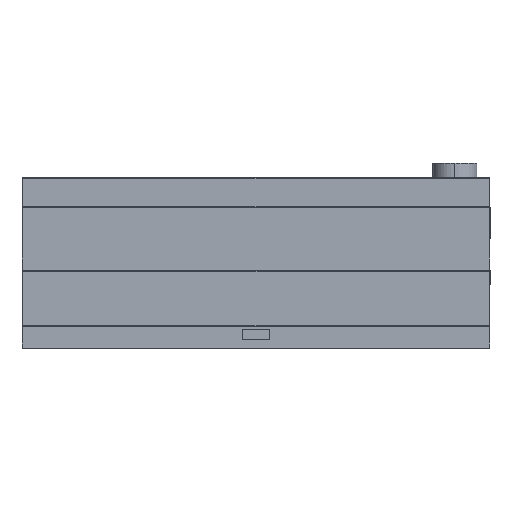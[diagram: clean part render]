
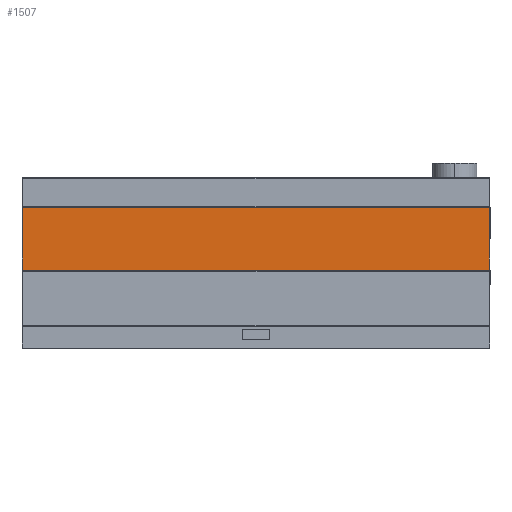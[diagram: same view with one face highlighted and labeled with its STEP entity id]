
A CAD part, top view. The second image highlights one B-rep face of the part: STEP entity #1507.
In plain terms, the highlighted planar face has unit normal (0, 0, 1).
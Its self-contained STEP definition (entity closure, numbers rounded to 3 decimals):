
#68 = DIRECTION ( 'NONE',  ( 1., 0., 0. ) ) ;
#831 = CARTESIAN_POINT ( 'NONE',  ( -79.8, 42.9, 31. ) ) ;
#1507 = ADVANCED_FACE ( 'NONE', ( #19458 ), #3329, .F. ) ;
#1651 = CARTESIAN_POINT ( 'NONE',  ( -79.8, 21.6, 31. ) ) ;
#1885 = DIRECTION ( 'NONE',  ( 0., -1., 0. ) ) ;
#1892 = CARTESIAN_POINT ( 'NONE',  ( 79.8, 21.6, 31. ) ) ;
#2219 = LINE ( 'NONE', #6179, #18813 ) ;
#3300 = LINE ( 'NONE', #12968, #19375 ) ;
#3329 = PLANE ( 'NONE',  #17306 ) ;
#4679 = CARTESIAN_POINT ( 'NONE',  ( -80., 43.1, 31. ) ) ;
#5109 = VERTEX_POINT ( 'NONE', #831 ) ;
#5395 = LINE ( 'NONE', #20070, #12198 ) ;
#5581 = VECTOR ( 'NONE', #14656, 1000. ) ;
#6179 = CARTESIAN_POINT ( 'NONE',  ( -80., 21.6, 31. ) ) ;
#6278 = EDGE_CURVE ( 'NONE', #17011, #14020, #2219, .T. ) ;
#6717 = DIRECTION ( 'NONE',  ( -1., 0., 0. ) ) ;
#7961 = EDGE_CURVE ( 'NONE', #5109, #19122, #5395, .T. ) ;
#8403 = EDGE_LOOP ( 'NONE', ( #14640, #13096, #14297, #8946 ) ) ;
#8946 = ORIENTED_EDGE ( 'NONE', *, *, #7961, .F. ) ;
#10678 = CARTESIAN_POINT ( 'NONE',  ( 79.8, 42.9, 31. ) ) ;
#10774 = EDGE_CURVE ( 'NONE', #19122, #14020, #3300, .T. ) ;
#12198 = VECTOR ( 'NONE', #12728, 1000. ) ;
#12728 = DIRECTION ( 'NONE',  ( 1., 0., 0. ) ) ;
#12952 = CARTESIAN_POINT ( 'NONE',  ( -79.8, 43.1, 31. ) ) ;
#12968 = CARTESIAN_POINT ( 'NONE',  ( 79.8, 21.4, 31. ) ) ;
#13096 = ORIENTED_EDGE ( 'NONE', *, *, #6278, .T. ) ;
#14020 = VERTEX_POINT ( 'NONE', #1892 ) ;
#14297 = ORIENTED_EDGE ( 'NONE', *, *, #10774, .F. ) ;
#14640 = ORIENTED_EDGE ( 'NONE', *, *, #20498, .F. ) ;
#14656 = DIRECTION ( 'NONE',  ( 0., 1., 0. ) ) ;
#16474 = DIRECTION ( 'NONE',  ( 0., 0., -1. ) ) ;
#17011 = VERTEX_POINT ( 'NONE', #1651 ) ;
#17306 = AXIS2_PLACEMENT_3D ( 'NONE', #4679, #16474, #6717 ) ;
#18405 = LINE ( 'NONE', #12952, #5581 ) ;
#18813 = VECTOR ( 'NONE', #68, 1000. ) ;
#19122 = VERTEX_POINT ( 'NONE', #10678 ) ;
#19375 = VECTOR ( 'NONE', #1885, 1000. ) ;
#19458 = FACE_OUTER_BOUND ( 'NONE', #8403, .T. ) ;
#20070 = CARTESIAN_POINT ( 'NONE',  ( -80., 42.9, 31. ) ) ;
#20498 = EDGE_CURVE ( 'NONE', #17011, #5109, #18405, .T. ) ;
